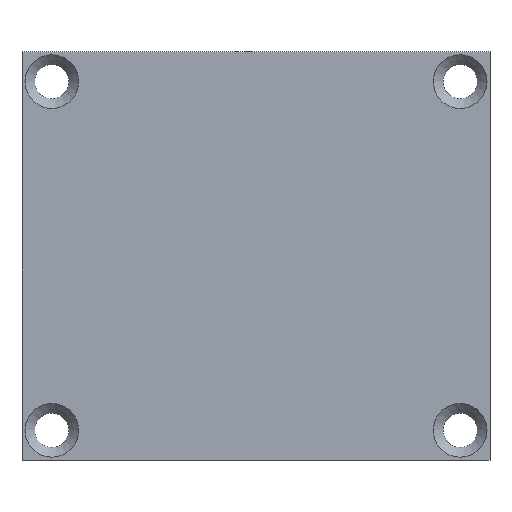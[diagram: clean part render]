
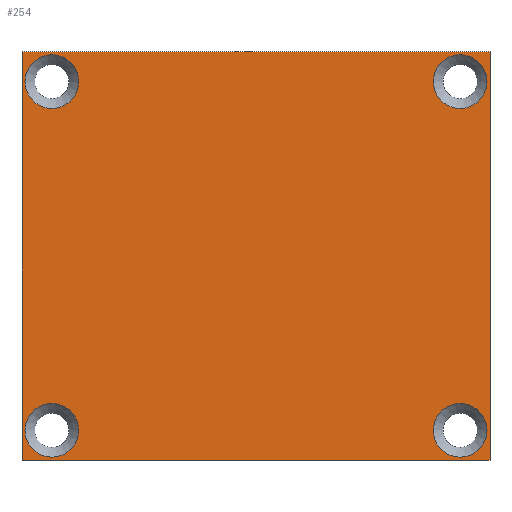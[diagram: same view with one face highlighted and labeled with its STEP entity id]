
A CAD part, top view. The second image highlights one B-rep face of the part: STEP entity #254.
In plain terms, the highlighted planar face has unit normal (0, 0, 1).
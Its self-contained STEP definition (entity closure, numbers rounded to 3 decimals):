
#19=FACE_BOUND('',#65,.T.);
#20=FACE_BOUND('',#66,.T.);
#21=FACE_BOUND('',#67,.T.);
#22=FACE_BOUND('',#68,.T.);
#28=PLANE('',#303);
#46=FACE_OUTER_BOUND('',#64,.T.);
#64=EDGE_LOOP('',(#229,#230,#231,#232));
#65=EDGE_LOOP('',(#233));
#66=EDGE_LOOP('',(#234));
#67=EDGE_LOOP('',(#235));
#68=EDGE_LOOP('',(#236));
#77=LINE('',#422,#97);
#81=LINE('',#430,#101);
#84=LINE('',#436,#104);
#87=LINE('',#441,#107);
#97=VECTOR('',#356,10.);
#101=VECTOR('',#362,10.);
#104=VECTOR('',#367,10.);
#107=VECTOR('',#372,10.);
#109=CIRCLE('',#279,1.8);
#112=CIRCLE('',#284,1.8);
#115=CIRCLE('',#289,1.8);
#118=CIRCLE('',#294,1.8);
#121=VERTEX_POINT('',#380);
#124=VERTEX_POINT('',#390);
#127=VERTEX_POINT('',#400);
#130=VERTEX_POINT('',#410);
#133=VERTEX_POINT('',#420);
#134=VERTEX_POINT('',#421);
#137=VERTEX_POINT('',#429);
#139=VERTEX_POINT('',#435);
#141=EDGE_CURVE('',#121,#121,#109,.T.);
#146=EDGE_CURVE('',#124,#124,#112,.T.);
#151=EDGE_CURVE('',#127,#127,#115,.T.);
#156=EDGE_CURVE('',#130,#130,#118,.T.);
#161=EDGE_CURVE('',#133,#134,#77,.T.);
#165=EDGE_CURVE('',#134,#137,#81,.T.);
#168=EDGE_CURVE('',#137,#139,#84,.T.);
#171=EDGE_CURVE('',#139,#133,#87,.T.);
#229=ORIENTED_EDGE('',*,*,#161,.F.);
#230=ORIENTED_EDGE('',*,*,#171,.F.);
#231=ORIENTED_EDGE('',*,*,#168,.F.);
#232=ORIENTED_EDGE('',*,*,#165,.F.);
#233=ORIENTED_EDGE('',*,*,#141,.T.);
#234=ORIENTED_EDGE('',*,*,#146,.T.);
#235=ORIENTED_EDGE('',*,*,#151,.T.);
#236=ORIENTED_EDGE('',*,*,#156,.T.);
#254=ADVANCED_FACE('',(#46,#19,#20,#21,#22),#28,.T.);
#279=AXIS2_PLACEMENT_3D('',#381,#308,#309);
#284=AXIS2_PLACEMENT_3D('',#391,#320,#321);
#289=AXIS2_PLACEMENT_3D('',#401,#332,#333);
#294=AXIS2_PLACEMENT_3D('',#411,#344,#345);
#303=AXIS2_PLACEMENT_3D('',#444,#376,#377);
#308=DIRECTION('center_axis',(0.,0.,-1.));
#309=DIRECTION('ref_axis',(1.,0.,0.));
#320=DIRECTION('center_axis',(0.,0.,-1.));
#321=DIRECTION('ref_axis',(1.,0.,0.));
#332=DIRECTION('center_axis',(0.,0.,-1.));
#333=DIRECTION('ref_axis',(1.,0.,0.));
#344=DIRECTION('center_axis',(0.,0.,-1.));
#345=DIRECTION('ref_axis',(1.,0.,0.));
#356=DIRECTION('',(0.,1.,0.));
#362=DIRECTION('',(1.,0.,0.));
#367=DIRECTION('',(0.,-1.,0.));
#372=DIRECTION('',(-1.,0.,0.));
#376=DIRECTION('center_axis',(0.,0.,1.));
#377=DIRECTION('ref_axis',(1.,0.,0.));
#380=CARTESIAN_POINT('',(0.2,2.,1.));
#381=CARTESIAN_POINT('Origin',(2.,2.,1.));
#390=CARTESIAN_POINT('',(27.6,2.,1.));
#391=CARTESIAN_POINT('Origin',(29.4,2.,1.));
#400=CARTESIAN_POINT('',(27.6,25.4,1.));
#401=CARTESIAN_POINT('Origin',(29.4,25.4,1.));
#410=CARTESIAN_POINT('',(0.2,25.4,1.));
#411=CARTESIAN_POINT('Origin',(2.,25.4,1.));
#420=CARTESIAN_POINT('',(0.,0.,1.));
#421=CARTESIAN_POINT('',(0.,27.4,1.));
#422=CARTESIAN_POINT('',(0.,27.4,1.));
#429=CARTESIAN_POINT('',(31.4,27.4,1.));
#430=CARTESIAN_POINT('',(31.4,27.4,1.));
#435=CARTESIAN_POINT('',(31.4,0.,1.));
#436=CARTESIAN_POINT('',(31.4,0.,1.));
#441=CARTESIAN_POINT('',(0.,0.,1.));
#444=CARTESIAN_POINT('Origin',(15.7,13.7,1.));
